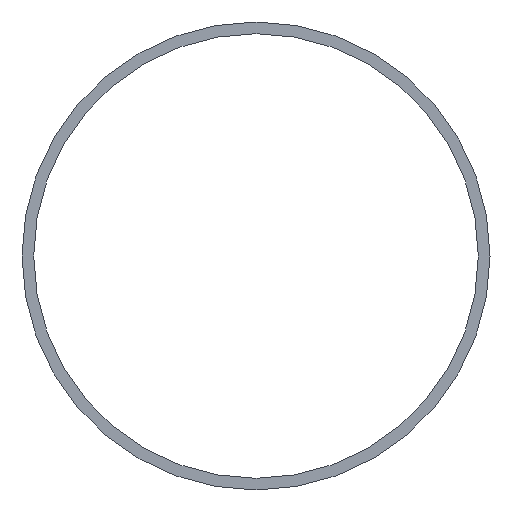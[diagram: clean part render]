
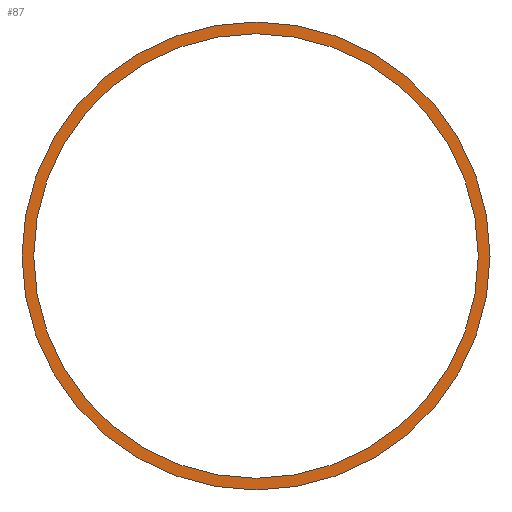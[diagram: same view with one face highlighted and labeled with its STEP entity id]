
A CAD part, left-side view. The second image highlights one B-rep face of the part: STEP entity #87.
In plain terms, the highlighted planar face has unit normal (-1, 0, 0).
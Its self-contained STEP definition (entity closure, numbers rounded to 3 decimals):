
#57 = EDGE_CURVE( '', #83, #81, #127, .T. );
#59 = EDGE_CURVE( '', #101, #61, #129, .T. );
#61 = VERTEX_POINT( '', #131 );
#67 = EDGE_CURVE( '', #81, #83, #137, .T. );
#79 = EDGE_CURVE( '', #61, #101, #151, .T. );
#81 = VERTEX_POINT( '', #153 );
#83 = VERTEX_POINT( '', #155 );
#87 = ADVANCED_FACE( '', ( #160, #161 ), #162, .F. );
#101 = VERTEX_POINT( '', #179 );
#127 = CIRCLE( '', #199, 80. );
#129 = CIRCLE( '', #202, 76. );
#131 = CARTESIAN_POINT( '', ( 0., 0., -76. ) );
#137 = CIRCLE( '', #211, 80. );
#151 = CIRCLE( '', #230, 76. );
#153 = CARTESIAN_POINT( '', ( 0., 0., 80. ) );
#155 = CARTESIAN_POINT( '', ( 0., 0., -80. ) );
#160 = FACE_OUTER_BOUND( '', #239, .T. );
#161 = FACE_BOUND( '', #240, .T. );
#162 = PLANE( '', #241 );
#179 = CARTESIAN_POINT( '', ( 0., 0., 76. ) );
#199 = AXIS2_PLACEMENT_3D( '', #270, #271, #272 );
#202 = AXIS2_PLACEMENT_3D( '', #273, #274, #275 );
#211 = AXIS2_PLACEMENT_3D( '', #280, #281, #282 );
#230 = AXIS2_PLACEMENT_3D( '', #293, #294, #295 );
#239 = EDGE_LOOP( '', ( #305, #306 ) );
#240 = EDGE_LOOP( '', ( #307, #308 ) );
#241 = AXIS2_PLACEMENT_3D( '', #309, #310, #311 );
#270 = CARTESIAN_POINT( '', ( 0., 0., 0. ) );
#271 = DIRECTION( '', ( 1., 0., 0. ) );
#272 = DIRECTION( '', ( 0., 0., -1. ) );
#273 = CARTESIAN_POINT( '', ( 0., 0., 0. ) );
#274 = DIRECTION( '', ( 1., 0., 0. ) );
#275 = DIRECTION( '', ( 0., 0., -1. ) );
#280 = CARTESIAN_POINT( '', ( 0., 0., 0. ) );
#281 = DIRECTION( '', ( 1., 0., 0. ) );
#282 = DIRECTION( '', ( 0., 0., -1. ) );
#293 = CARTESIAN_POINT( '', ( 0., 0., 0. ) );
#294 = DIRECTION( '', ( 1., 0., 0. ) );
#295 = DIRECTION( '', ( 0., 0., -1. ) );
#305 = ORIENTED_EDGE( '', *, *, #57, .F. );
#306 = ORIENTED_EDGE( '', *, *, #67, .F. );
#307 = ORIENTED_EDGE( '', *, *, #79, .T. );
#308 = ORIENTED_EDGE( '', *, *, #59, .T. );
#309 = CARTESIAN_POINT( '', ( 0., 0., 0. ) );
#310 = DIRECTION( '', ( 1., 0., 0. ) );
#311 = DIRECTION( '', ( 0., 0., -1. ) );
